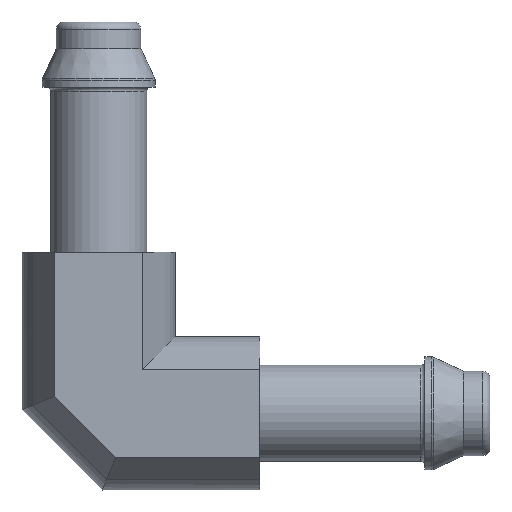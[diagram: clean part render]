
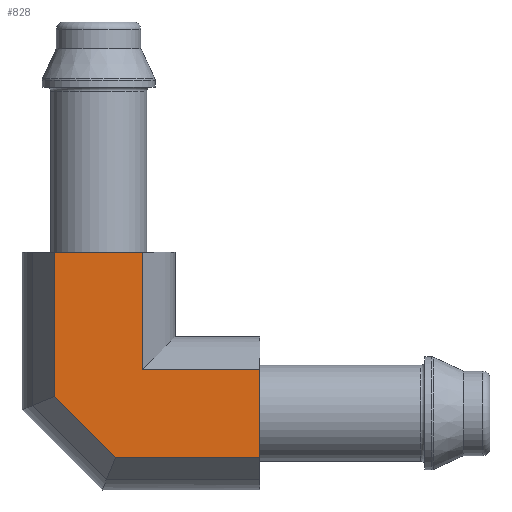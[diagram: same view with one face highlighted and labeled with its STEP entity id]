
A CAD part, front view. The second image highlights one B-rep face of the part: STEP entity #828.
In plain terms, the highlighted planar face has unit normal (0, -1, 0).
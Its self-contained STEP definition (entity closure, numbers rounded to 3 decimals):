
#28=LINE('',#1132,#66);
#29=LINE('',#1135,#67);
#30=LINE('',#1137,#68);
#31=LINE('',#1139,#69);
#32=LINE('',#1141,#70);
#33=LINE('',#1143,#71);
#34=LINE('',#1145,#72);
#66=VECTOR('',#957,1000.);
#67=VECTOR('',#958,1000.);
#68=VECTOR('',#959,1000.);
#69=VECTOR('',#960,1000.);
#70=VECTOR('',#961,1000.);
#71=VECTOR('',#962,1000.);
#72=VECTOR('',#963,1000.);
#104=PLANE('',#877);
#132=ORIENTED_EDGE('',*,*,#267,.T.);
#133=ORIENTED_EDGE('',*,*,#268,.F.);
#134=ORIENTED_EDGE('',*,*,#269,.F.);
#135=ORIENTED_EDGE('',*,*,#270,.T.);
#136=ORIENTED_EDGE('',*,*,#271,.F.);
#137=ORIENTED_EDGE('',*,*,#272,.F.);
#138=ORIENTED_EDGE('',*,*,#273,.T.);
#267=EDGE_CURVE('',#334,#335,#28,.T.);
#268=EDGE_CURVE('',#336,#335,#29,.T.);
#269=EDGE_CURVE('',#337,#336,#30,.T.);
#270=EDGE_CURVE('',#337,#338,#31,.T.);
#271=EDGE_CURVE('',#339,#338,#32,.T.);
#272=EDGE_CURVE('',#340,#339,#33,.T.);
#273=EDGE_CURVE('',#340,#334,#34,.T.);
#334=VERTEX_POINT('',#1133);
#335=VERTEX_POINT('',#1134);
#336=VERTEX_POINT('',#1136);
#337=VERTEX_POINT('',#1138);
#338=VERTEX_POINT('',#1140);
#339=VERTEX_POINT('',#1142);
#340=VERTEX_POINT('',#1144);
#410=EDGE_LOOP('',(#132,#133,#134,#135,#136,#137,#138));
#472=FACE_BOUND('',#410,.T.);
#828=ADVANCED_FACE('',(#472),#104,.F.);
#877=AXIS2_PLACEMENT_3D('',#1131,#955,#956);
#955=DIRECTION('',(0.,1.,0.));
#956=DIRECTION('',(0.,0.,1.));
#957=DIRECTION('',(0.707,0.,-0.707));
#958=DIRECTION('',(-1.,0.,0.));
#959=DIRECTION('',(0.,0.,-1.));
#960=DIRECTION('',(-1.,0.,0.));
#961=DIRECTION('',(0.,0.,-1.));
#962=DIRECTION('',(1.,0.,0.));
#963=DIRECTION('',(0.,0.,-1.));
#1131=CARTESIAN_POINT('',(4.2,-2.,1.15));
#1132=CARTESIAN_POINT('',(-3.323,-2.,2.616));
#1133=CARTESIAN_POINT('',(-1.15,-2.,0.443));
#1134=CARTESIAN_POINT('',(0.443,-2.,-1.15));
#1135=CARTESIAN_POINT('',(4.2,-2.,-1.15));
#1136=CARTESIAN_POINT('',(4.2,-2.,-1.15));
#1137=CARTESIAN_POINT('',(4.2,-2.,1.15));
#1138=CARTESIAN_POINT('',(4.2,-2.,1.15));
#1139=CARTESIAN_POINT('',(4.2,-2.,1.15));
#1140=CARTESIAN_POINT('',(1.15,-2.,1.15));
#1141=CARTESIAN_POINT('',(1.15,-2.,4.2));
#1142=CARTESIAN_POINT('',(1.15,-2.,4.2));
#1143=CARTESIAN_POINT('',(-1.15,-2.,4.2));
#1144=CARTESIAN_POINT('',(-1.15,-2.,4.2));
#1145=CARTESIAN_POINT('',(-1.15,-2.,4.2));
